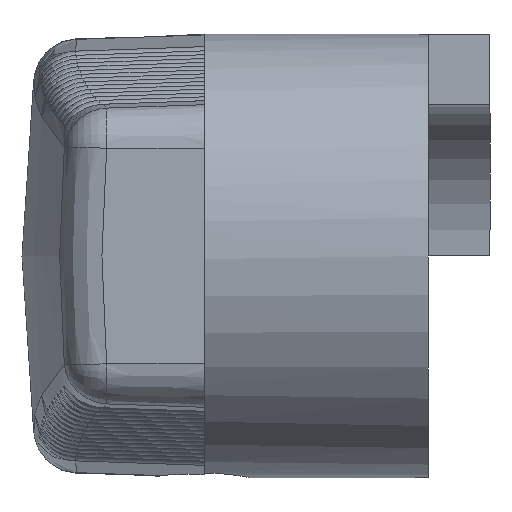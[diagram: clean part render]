
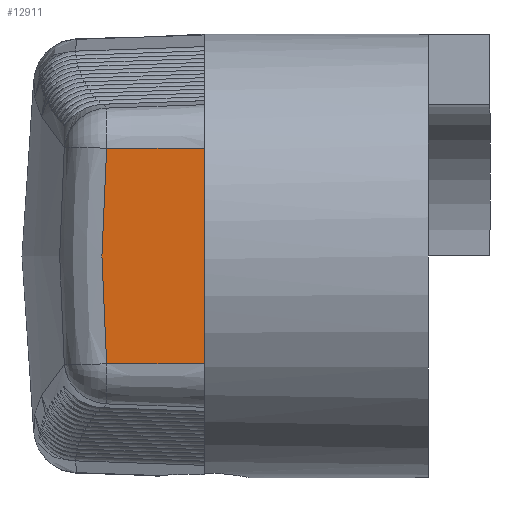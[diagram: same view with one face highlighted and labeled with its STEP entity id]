
A CAD part, left-side view. The second image highlights one B-rep face of the part: STEP entity #12911.
In plain terms, the highlighted planar face has unit normal (-0.999, 0.035, 0).
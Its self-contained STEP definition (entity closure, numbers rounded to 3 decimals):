
#2594 = VERTEX_POINT('',#2595);
#2595 = CARTESIAN_POINT('',(1976.86,170.803,
    -4.894));
#3081 = VERTEX_POINT('',#3082);
#3082 = CARTESIAN_POINT('',(1976.86,170.803,
    4.894));
#5045 = VERTEX_POINT('',#5046);
#5046 = CARTESIAN_POINT('',(1976.705,166.356,
    4.894));
#5053 = EDGE_CURVE('',#5045,#5054,#5056,.T.);
#5054 = VERTEX_POINT('',#5055);
#5055 = CARTESIAN_POINT('',(1976.705,166.356,
    -4.894));
#5056 = LINE('',#5057,#5058);
#5057 = CARTESIAN_POINT('',(1976.705,166.356,
    4.894));
#5058 = VECTOR('',#5059,1.);
#5059 = DIRECTION('',(0.,0.,-1.));
#7884 = EDGE_CURVE('',#3081,#5045,#7885,.T.);
#7885 = LINE('',#7886,#7887);
#7886 = CARTESIAN_POINT('',(1976.86,170.803,
    4.894));
#7887 = VECTOR('',#7888,1.);
#7888 = DIRECTION('',(-0.035,-0.999,0.));
#11071 = EDGE_CURVE('',#2594,#3081,#11072,.T.);
#11072 = B_SPLINE_CURVE_WITH_KNOTS('',3,(#11073,#11074,#11075,#11076),
  .UNSPECIFIED.,.F.,.F.,(4,4),(0.,0.01),
  .PIECEWISE_BEZIER_KNOTS.);
#11073 = CARTESIAN_POINT('',(1976.86,170.803,
    -4.894));
#11074 = CARTESIAN_POINT('',(1976.87,171.089,
    -1.631));
#11075 = CARTESIAN_POINT('',(1976.87,171.089,
    1.631));
#11076 = CARTESIAN_POINT('',(1976.86,170.803,
    4.894));
#12911 = ADVANCED_FACE('',(#12912),#12923,.T.);
#12912 = FACE_BOUND('',#12913,.T.);
#12913 = EDGE_LOOP('',(#12914,#12915,#12916,#12922));
#12914 = ORIENTED_EDGE('',*,*,#7884,.F.);
#12915 = ORIENTED_EDGE('',*,*,#11071,.F.);
#12916 = ORIENTED_EDGE('',*,*,#12917,.T.);
#12917 = EDGE_CURVE('',#2594,#5054,#12918,.T.);
#12918 = LINE('',#12919,#12920);
#12919 = CARTESIAN_POINT('',(1976.86,170.803,
    -4.894));
#12920 = VECTOR('',#12921,1.);
#12921 = DIRECTION('',(-0.035,-0.999,0.));
#12922 = ORIENTED_EDGE('',*,*,#5053,.F.);
#12923 = PLANE('',#12924);
#12924 = AXIS2_PLACEMENT_3D('',#12925,#12926,#12927);
#12925 = CARTESIAN_POINT('',(1976.788,168.723,
    0.));
#12926 = DIRECTION('',(-0.999,0.035,0.));
#12927 = DIRECTION('',(0.,0.,1.));
